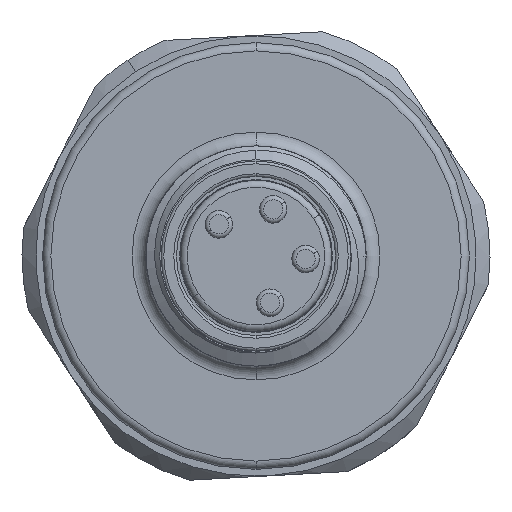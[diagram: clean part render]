
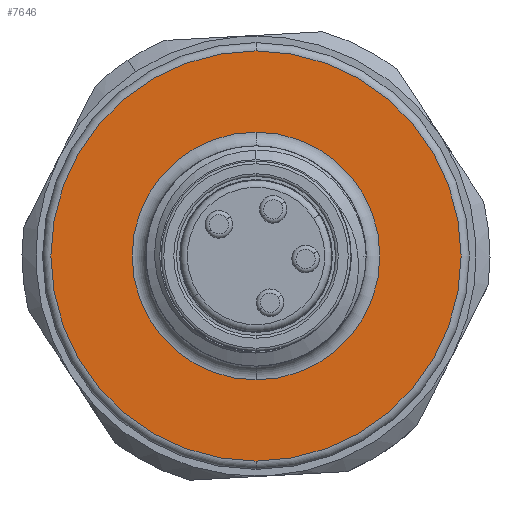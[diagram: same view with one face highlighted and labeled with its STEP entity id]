
A CAD part, front view. The second image highlights one B-rep face of the part: STEP entity #7646.
In plain terms, the highlighted planar face has unit normal (0, -1, 0).
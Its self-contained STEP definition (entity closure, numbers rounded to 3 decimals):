
#252 = ORIENTED_EDGE ( 'NONE', *, *, #7790, .T. ) ;
#330 = CIRCLE ( 'NONE', #5927, 4.5 ) ;
#1385 = AXIS2_PLACEMENT_3D ( 'NONE', #5666, #4050, #3388 ) ;
#1601 = PLANE ( 'NONE',  #7142 ) ;
#2461 = DIRECTION ( 'NONE',  ( 0., 1., 0. ) ) ;
#2638 = AXIS2_PLACEMENT_3D ( 'NONE', #7305, #9837, #4028 ) ;
#2648 = ORIENTED_EDGE ( 'NONE', *, *, #10324, .T. ) ;
#3388 = DIRECTION ( 'NONE',  ( 0., 0., 1. ) ) ;
#3509 = FACE_BOUND ( 'NONE', #6154, .T. ) ;
#3559 = DIRECTION ( 'NONE',  ( 0., 0., 1. ) ) ;
#3576 = VERTEX_POINT ( 'NONE', #3770 ) ;
#3770 = CARTESIAN_POINT ( 'NONE',  ( 0., 10.5, -4.5 ) ) ;
#4004 = AXIS2_PLACEMENT_3D ( 'NONE', #8554, #7002, #3559 ) ;
#4028 = DIRECTION ( 'NONE',  ( 0., 0., 1. ) ) ;
#4050 = DIRECTION ( 'NONE',  ( 0., 1., 0. ) ) ;
#4279 = DIRECTION ( 'NONE',  ( 0., 0., 1. ) ) ;
#4653 = VERTEX_POINT ( 'NONE', #4689 ) ;
#4689 = CARTESIAN_POINT ( 'NONE',  ( 0., 10.5, 7.45 ) ) ;
#5666 = CARTESIAN_POINT ( 'NONE',  ( 0., 10.5, 0. ) ) ;
#5927 = AXIS2_PLACEMENT_3D ( 'NONE', #9908, #2461, #8485 ) ;
#6154 = EDGE_LOOP ( 'NONE', ( #10873, #7698 ) ) ;
#6175 = EDGE_LOOP ( 'NONE', ( #252, #2648 ) ) ;
#6472 = EDGE_CURVE ( 'NONE', #9970, #3576, #10860, .T. ) ;
#6581 = CARTESIAN_POINT ( 'NONE',  ( 0., 10.5, 4.5 ) ) ;
#6619 = CIRCLE ( 'NONE', #4004, 7.45 ) ;
#7002 = DIRECTION ( 'NONE',  ( 0., -1., 0. ) ) ;
#7142 = AXIS2_PLACEMENT_3D ( 'NONE', #9230, #7520, #4279 ) ;
#7305 = CARTESIAN_POINT ( 'NONE',  ( 0., 10.5, 0. ) ) ;
#7520 = DIRECTION ( 'NONE',  ( 0., 1., 0. ) ) ;
#7646 = ADVANCED_FACE ( 'NONE', ( #3509, #9993 ), #1601, .F. ) ;
#7698 = ORIENTED_EDGE ( 'NONE', *, *, #9191, .T. ) ;
#7790 = EDGE_CURVE ( 'NONE', #4653, #10208, #6619, .T. ) ;
#8485 = DIRECTION ( 'NONE',  ( 0., 0., 1. ) ) ;
#8554 = CARTESIAN_POINT ( 'NONE',  ( 0., 10.5, 0. ) ) ;
#8747 = CARTESIAN_POINT ( 'NONE',  ( 0., 10.5, -7.45 ) ) ;
#9191 = EDGE_CURVE ( 'NONE', #3576, #9970, #330, .T. ) ;
#9230 = CARTESIAN_POINT ( 'NONE',  ( 0., 10.5, 0. ) ) ;
#9837 = DIRECTION ( 'NONE',  ( 0., -1., 0. ) ) ;
#9908 = CARTESIAN_POINT ( 'NONE',  ( 0., 10.5, 0. ) ) ;
#9970 = VERTEX_POINT ( 'NONE', #6581 ) ;
#9993 = FACE_OUTER_BOUND ( 'NONE', #6175, .T. ) ;
#10167 = CIRCLE ( 'NONE', #2638, 7.45 ) ;
#10208 = VERTEX_POINT ( 'NONE', #8747 ) ;
#10324 = EDGE_CURVE ( 'NONE', #10208, #4653, #10167, .T. ) ;
#10860 = CIRCLE ( 'NONE', #1385, 4.5 ) ;
#10873 = ORIENTED_EDGE ( 'NONE', *, *, #6472, .T. ) ;
